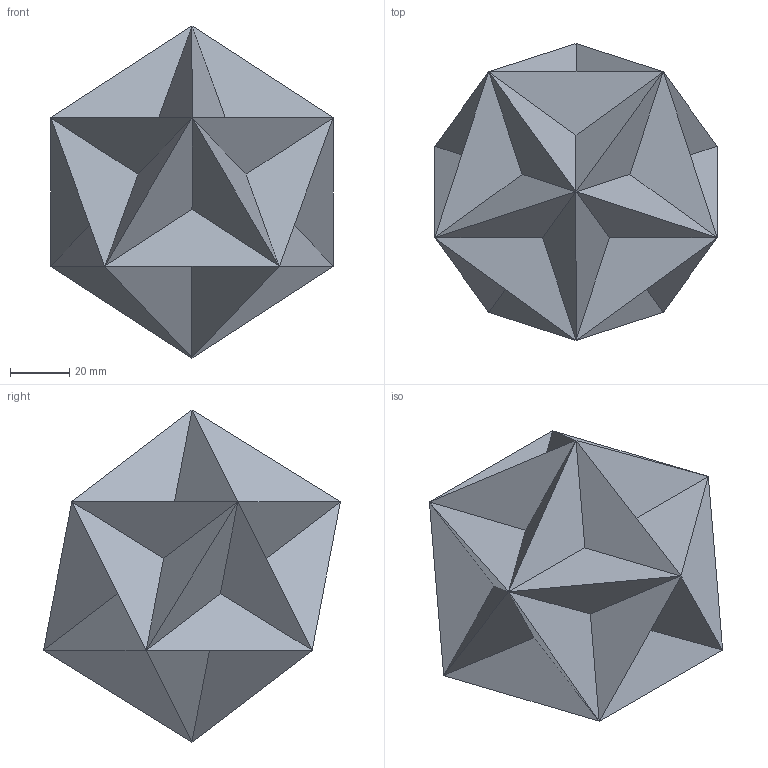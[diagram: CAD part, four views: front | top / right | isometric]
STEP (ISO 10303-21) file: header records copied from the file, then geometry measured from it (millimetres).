
FILE_DESCRIPTION (( 'STEP AP214' ), '1' );
FILE_NAME ('great_dodecahedron.step', '2020-02-07T10:34:08', ( '' ), ( '' ), 'SwSTEP 2.0', 'SolidWorks 2019', '' );
FILE_SCHEMA (( 'AUTOMOTIVE_DESIGN' ));
Length unit declared in the file: millimetre
Products named in the file (1): great_dodecahedron
Bounding box: 95.11 x 100 x 111.8 mm (x, y, z)
Volume: 313767.8 mm3; surface area: 37652.1 mm2
Topology: 1 solids, 1 shells, 60 faces, 90 edges, 32 vertices
Faces by surface type: plane 60
Entity records: 1216 total; most frequent: DIRECTION 212, CARTESIAN_POINT 183, ORIENTED_EDGE 180, LINE 90, EDGE_CURVE 90, VECTOR 90, AXIS2_PLACEMENT_3D 61, ADVANCED_FACE 60
